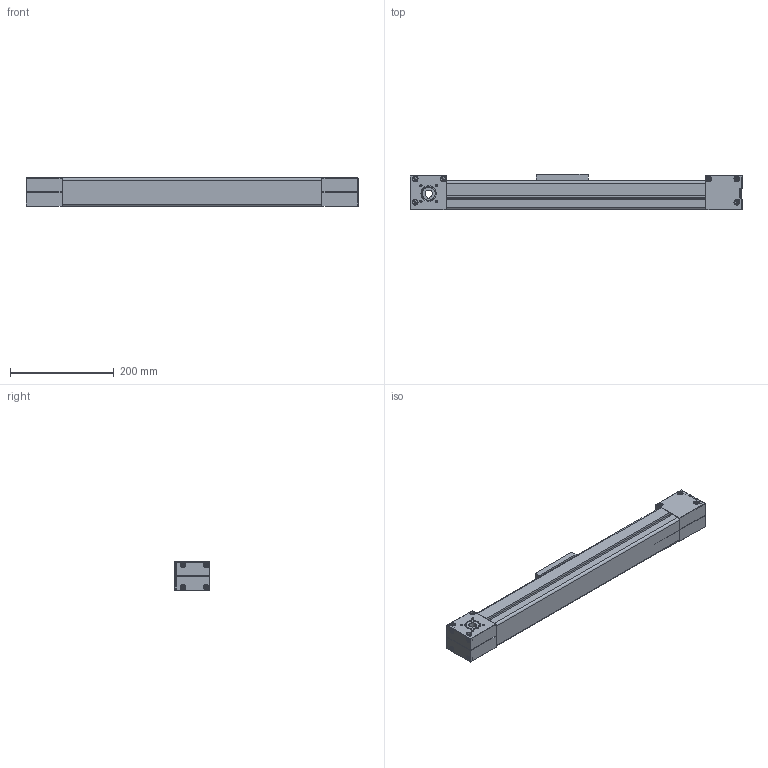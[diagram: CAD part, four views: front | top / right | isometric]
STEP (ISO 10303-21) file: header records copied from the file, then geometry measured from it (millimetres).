
FILE_DESCRIPTION (( 'STEP AP214' ), '1' );
FILE_NAME ('800.056.XXX.STEP', '2020-01-16T09:47:06', ( '' ), ( '' ), 'SwSTEP 2.0', 'SolidWorks 2018', '' );
FILE_SCHEMA (( 'AUTOMOTIVE_DESIGN' ));
Length unit declared in the file: millimetre
Products named in the file (31): 800.040.033-2; 800.040.042; 800.040.021.XXX_500; 800.040.099; ISO 4762 M5 x 30 --- 30N_ISO 4762 M5 x 30 --- 30N; 800.040.038; 800.040.502-1; ISO 4762 M6 x 30 --- 30N_ISO 4762 M6 x 30 --- 30N; SKF - 6001 - 10,SI,NC,10_68_SKF - 6001 - 10,SI,NC,10_68; 800.040.056.XXX; 800.040.501; MR 12MN-SS-Z-C-V0-N-G-Block; 810.101.012.XXX_Default<A macchina>; ISO 4762 M5 x 16 - 16C_ISO 4762 M5 x 16 - 16C; ISO 4762 M5 x 50 --- 22N_ISO 4762 M5 x 50 --- 22N; 800.040.036; 800.040.040_800.040.104; ISO 8734 - 3 x 10 - A - St_ISO 8734 - 3 x 10 - A - St; 800.040.035; SKF - 61805 - 22,SI,NC,22_68_SKF - 61805 - 22,SI,NC,22_68; 800.040.074; ISO 4762 M4 x 20 - 20N_ISO 4762 M4 x 20 - 20N; 800.040.504; VITI TSEI UNI 5933_M4x8 UNI 5933; ISO 7046-1 - M3 x 6 - Z - 6N_ISO 7046-1 - M3 x 6 - Z - 6N; Circlip DIN 471 - 12 x 1_Circlip DIN 471 - 12 x 1; 800.040.034-2_Default<A macchina>; 800.040.039-1; VITI TE UNI 5739_M5x50 UNI 5739; 800.056.XXX; 800.040.098
Assembly tree (53 placements, depth 3):
  800.056.XXX
    800.040.501
      800.040.035
      800.040.036
      800.040.039-1
      ISO 4762 M6 x 30 --- 30N_ISO 4762 M6 x 30 --- 30N  x3
      SKF - 61805 - 22,SI,NC,22_68_SKF - 61805 - 22,SI,NC,22_68  x2
      ISO 4762 M5 x 50 --- 22N_ISO 4762 M5 x 50 --- 22N  x4
    800.040.502-1
      800.040.033-2
      800.040.034-2_Default<A macchina>
      800.040.038
      800.040.040_800.040.104
      SKF - 6001 - 10,SI,NC,10_68_SKF - 6001 - 10,SI,NC,10_68  x2
      ISO 4762 M5 x 50 --- 22N_ISO 4762 M5 x 50 --- 22N  x4
      ISO 4762 M5 x 30 --- 30N_ISO 4762 M5 x 30 --- 30N  x3
      Circlip DIN 471 - 12 x 1_Circlip DIN 471 - 12 x 1  x2
      VITI TE UNI 5739_M5x50 UNI 5739  x2
      800.040.074
      VITI TSEI UNI 5933_M4x8 UNI 5933  x2
    800.040.021.XXX_500
    800.040.504
      800.040.098
      800.040.042  x2
      MR 12MN-SS-Z-C-V0-N-G-Block
      ISO 4762 M4 x 20 - 20N_ISO 4762 M4 x 20 - 20N  x2
      800.040.099
      ISO 4762 M5 x 16 - 16C_ISO 4762 M5 x 16 - 16C  x2
      ISO 8734 - 3 x 10 - A - St_ISO 8734 - 3 x 10 - A - St  x2
      ISO 7046-1 - M3 x 6 - Z - 6N_ISO 7046-1 - M3 x 6 - Z - 6N  x4
    810.101.012.XXX_Default<A macchina>
    800.040.056.XXX
Bounding box: 640 x 67.4 x 55.6 mm (x, y, z)
Volume: 983266.2 mm3; surface area: 595026.3 mm2
Topology: 50 solids, 50 shells, 3219 faces, 8304 edges, 5209 vertices
Faces by surface type: plane 1973, cylinder 713, cone 397, torus 136
Entity records: 82578 total; most frequent: CARTESIAN_POINT 14779, ORIENTED_EDGE 13746, DIRECTION 13597, EDGE_CURVE 6873, LINE 5189, VECTOR 5189, VERTEX_POINT 4414, AXIS2_PLACEMENT_3D 4204
